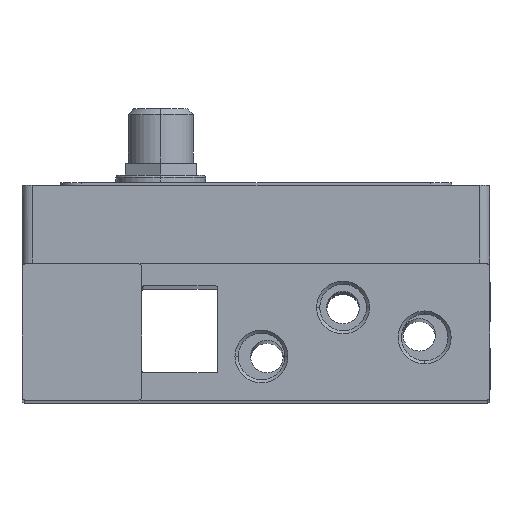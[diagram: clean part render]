
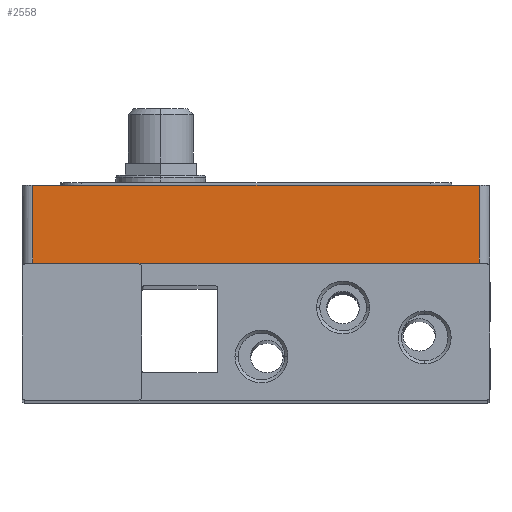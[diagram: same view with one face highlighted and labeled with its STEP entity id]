
A CAD part, top view. The second image highlights one B-rep face of the part: STEP entity #2558.
In plain terms, the highlighted planar face has unit normal (0, 0, 1).
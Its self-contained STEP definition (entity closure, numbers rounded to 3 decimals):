
#905 = VERTEX_POINT ( 'NONE', #13166 ) ;
#1603 = CARTESIAN_POINT ( 'NONE',  ( 2., 25., 20.5 ) ) ;
#2486 = VECTOR ( 'NONE', #6047, 1000. ) ;
#2558 = ADVANCED_FACE ( 'NONE', ( #12815 ), #20014, .F. ) ;
#3695 = ORIENTED_EDGE ( 'NONE', *, *, #7269, .F. ) ;
#3847 = CARTESIAN_POINT ( 'NONE',  ( 2., 39.5, 20.5 ) ) ;
#3966 = DIRECTION ( 'NONE',  ( 0., 0., -1. ) ) ;
#4766 = LINE ( 'NONE', #15019, #12854 ) ;
#5974 = AXIS2_PLACEMENT_3D ( 'NONE', #3847, #3966, #14808 ) ;
#6047 = DIRECTION ( 'NONE',  ( 1., 0., 0. ) ) ;
#6144 = VERTEX_POINT ( 'NONE', #1603 ) ;
#6472 = ORIENTED_EDGE ( 'NONE', *, *, #21113, .F. ) ;
#7269 = EDGE_CURVE ( 'NONE', #905, #19414, #14474, .T. ) ;
#8459 = ORIENTED_EDGE ( 'NONE', *, *, #18492, .T. ) ;
#9064 = VERTEX_POINT ( 'NONE', #13132 ) ;
#9166 = CARTESIAN_POINT ( 'NONE',  ( 2., 39.5, 20.5 ) ) ;
#10540 = LINE ( 'NONE', #21164, #11293 ) ;
#11293 = VECTOR ( 'NONE', #17725, 1000. ) ;
#12648 = ORIENTED_EDGE ( 'NONE', *, *, #22165, .F. ) ;
#12815 = FACE_OUTER_BOUND ( 'NONE', #20867, .T. ) ;
#12854 = VECTOR ( 'NONE', #22345, 1000. ) ;
#13132 = CARTESIAN_POINT ( 'NONE',  ( 84., 25., 20.5 ) ) ;
#13166 = CARTESIAN_POINT ( 'NONE',  ( 2., 39.5, 20.5 ) ) ;
#13558 = VECTOR ( 'NONE', #14696, 1000. ) ;
#14474 = LINE ( 'NONE', #9166, #13558 ) ;
#14696 = DIRECTION ( 'NONE',  ( 1., 0., 0. ) ) ;
#14808 = DIRECTION ( 'NONE',  ( -1., 0., 0. ) ) ;
#15019 = CARTESIAN_POINT ( 'NONE',  ( 84., 39.5, 20.5 ) ) ;
#15512 = CARTESIAN_POINT ( 'NONE',  ( 84., 39.5, 20.5 ) ) ;
#17725 = DIRECTION ( 'NONE',  ( 0., 1., 0. ) ) ;
#18492 = EDGE_CURVE ( 'NONE', #6144, #9064, #18666, .T. ) ;
#18666 = LINE ( 'NONE', #20193, #2486 ) ;
#19414 = VERTEX_POINT ( 'NONE', #15512 ) ;
#20014 = PLANE ( 'NONE',  #5974 ) ;
#20193 = CARTESIAN_POINT ( 'NONE',  ( 85.5, 25., 20.5 ) ) ;
#20867 = EDGE_LOOP ( 'NONE', ( #12648, #3695, #6472, #8459 ) ) ;
#21113 = EDGE_CURVE ( 'NONE', #6144, #905, #10540, .T. ) ;
#21164 = CARTESIAN_POINT ( 'NONE',  ( 2., 39.5, 20.5 ) ) ;
#22165 = EDGE_CURVE ( 'NONE', #19414, #9064, #4766, .T. ) ;
#22345 = DIRECTION ( 'NONE',  ( 0., -1., 0. ) ) ;
